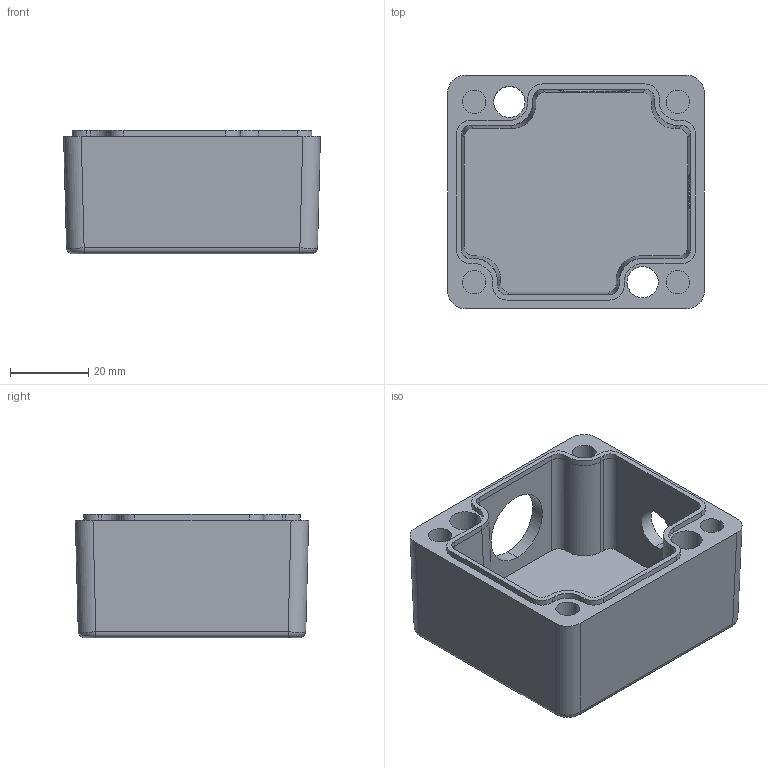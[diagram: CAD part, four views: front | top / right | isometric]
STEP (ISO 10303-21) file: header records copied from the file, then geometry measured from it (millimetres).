
FILE_DESCRIPTION (( 'STEP AP214' ), '1' );
FILE_NAME ('褲极.STEP', '2024-12-09T05:08:32', ( 'Windows User' ), ( 'P R C' ), 'SwSTEP 2.0', 'SolidWorks 2022', '' );
FILE_SCHEMA (( 'AUTOMOTIVE_DESIGN' ));
Length unit declared in the file: millimetre
Products named in the file (1): 褲极
Bounding box: 65.57 x 59.57 x 31.5 mm (x, y, z)
Volume: 39655.7 mm3; surface area: 22285.2 mm2
Topology: 1 solids, 1 shells, 112 faces, 304 edges, 200 vertices
Faces by surface type: cylinder 60, plane 48, bspline 4
Entity records: 3802 total; most frequent: CARTESIAN_POINT 937, ORIENTED_EDGE 608, DIRECTION 558, EDGE_CURVE 304, VERTEX_POINT 200, AXIS2_PLACEMENT_3D 189, VECTOR 180, LINE 180
